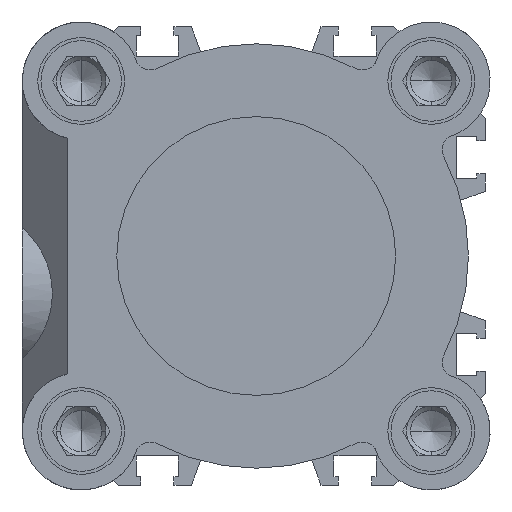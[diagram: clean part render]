
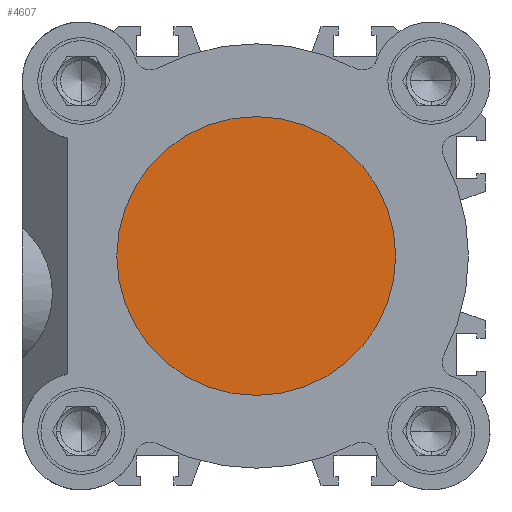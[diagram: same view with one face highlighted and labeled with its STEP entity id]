
A CAD part, left-side view. The second image highlights one B-rep face of the part: STEP entity #4607.
In plain terms, the highlighted face is planar.
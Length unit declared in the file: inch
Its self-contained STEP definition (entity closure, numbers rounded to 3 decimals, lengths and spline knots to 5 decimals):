
#143 = EDGE_CURVE ( 'NONE', #10016, #6552, #1200, .T. ) ;
#166 = DIRECTION ( 'NONE',  ( 0., 0., 1. ) ) ;
#203 = DIRECTION ( 'NONE',  ( 0., 0., 1. ) ) ;
#416 = DIRECTION ( 'NONE',  ( -1., 0., 0. ) ) ;
#1200 = CIRCLE ( 'NONE', #6867, 0.88583 ) ;
#2941 = ORIENTED_EDGE ( 'NONE', *, *, #143, .F. ) ;
#3218 = PLANE ( 'NONE',  #12998 ) ;
#3430 = DIRECTION ( 'NONE',  ( -1., 0., 0. ) ) ;
#4607 = ADVANCED_FACE ( 'NONE', ( #5325 ), #3218, .F. ) ;
#4693 = EDGE_CURVE ( 'NONE', #6552, #10016, #9417, .T. ) ;
#5325 = FACE_OUTER_BOUND ( 'NONE', #10097, .T. ) ;
#5774 = ORIENTED_EDGE ( 'NONE', *, *, #4693, .F. ) ;
#5975 = AXIS2_PLACEMENT_3D ( 'NONE', #9488, #3430, #10516 ) ;
#6291 = DIRECTION ( 'NONE',  ( -1., 0., 0. ) ) ;
#6552 = VERTEX_POINT ( 'NONE', #8572 ) ;
#6867 = AXIS2_PLACEMENT_3D ( 'NONE', #12631, #416, #203 ) ;
#8572 = CARTESIAN_POINT ( 'NONE',  ( 1.41732, 0., -0.88583 ) ) ;
#9417 = CIRCLE ( 'NONE', #5975, 0.88583 ) ;
#9488 = CARTESIAN_POINT ( 'NONE',  ( 1.41732, 0., 0. ) ) ;
#10016 = VERTEX_POINT ( 'NONE', #11853 ) ;
#10097 = EDGE_LOOP ( 'NONE', ( #2941, #5774 ) ) ;
#10516 = DIRECTION ( 'NONE',  ( 0., 0., 1. ) ) ;
#11853 = CARTESIAN_POINT ( 'NONE',  ( 1.41732, 0., 0.88583 ) ) ;
#12270 = CARTESIAN_POINT ( 'NONE',  ( 1.41732, 0.88583, 0. ) ) ;
#12631 = CARTESIAN_POINT ( 'NONE',  ( 1.41732, 0., 0. ) ) ;
#12998 = AXIS2_PLACEMENT_3D ( 'NONE', #12270, #6291, #166 ) ;
